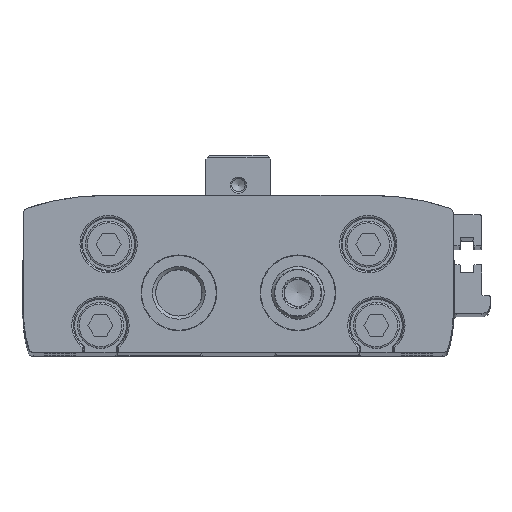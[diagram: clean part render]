
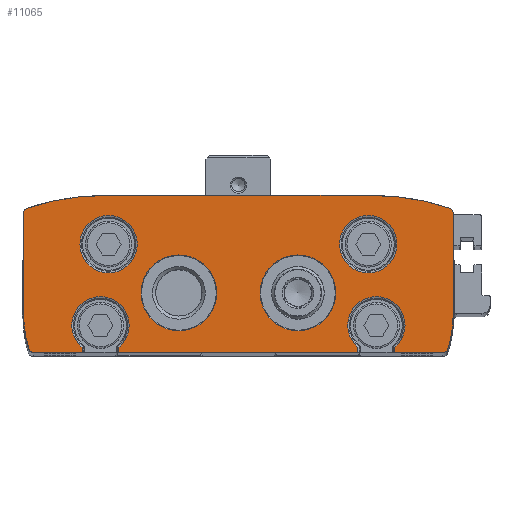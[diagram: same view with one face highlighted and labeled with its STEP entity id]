
A CAD part, top view. The second image highlights one B-rep face of the part: STEP entity #11065.
In plain terms, the highlighted planar face has unit normal (0, 0, 1).
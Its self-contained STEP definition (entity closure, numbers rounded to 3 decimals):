
#546=CIRCLE('',#12055,5.3);
#547=CIRCLE('',#12056,5.3);
#548=CIRCLE('',#12057,1.);
#549=CIRCLE('',#12058,21.);
#550=CIRCLE('',#12059,1.);
#551=CIRCLE('',#12060,45.);
#552=CIRCLE('',#12061,45.);
#553=CIRCLE('',#12062,1.);
#554=CIRCLE('',#12063,21.);
#555=CIRCLE('',#12064,1.);
#556=CIRCLE('',#12065,5.3);
#557=CIRCLE('',#12066,5.3);
#558=CIRCLE('',#12067,7.);
#559=CIRCLE('',#12068,7.);
#1272=ORIENTED_EDGE('',*,*,#4353,.F.);
#1273=ORIENTED_EDGE('',*,*,#4342,.T.);
#1274=ORIENTED_EDGE('',*,*,#4210,.T.);
#1275=ORIENTED_EDGE('',*,*,#4344,.F.);
#1276=ORIENTED_EDGE('',*,*,#4354,.F.);
#1277=ORIENTED_EDGE('',*,*,#4352,.T.);
#1278=ORIENTED_EDGE('',*,*,#4202,.T.);
#1279=ORIENTED_EDGE('',*,*,#4355,.T.);
#1280=ORIENTED_EDGE('',*,*,#4356,.T.);
#1281=ORIENTED_EDGE('',*,*,#4357,.T.);
#1282=ORIENTED_EDGE('',*,*,#4358,.T.);
#1283=ORIENTED_EDGE('',*,*,#4359,.T.);
#1284=ORIENTED_EDGE('',*,*,#4360,.T.);
#1285=ORIENTED_EDGE('',*,*,#4361,.T.);
#1286=ORIENTED_EDGE('',*,*,#4362,.T.);
#1287=ORIENTED_EDGE('',*,*,#4363,.T.);
#1288=ORIENTED_EDGE('',*,*,#4364,.T.);
#1289=ORIENTED_EDGE('',*,*,#4365,.T.);
#1290=ORIENTED_EDGE('',*,*,#4198,.T.);
#1291=ORIENTED_EDGE('',*,*,#4334,.F.);
#1292=ORIENTED_EDGE('',*,*,#4366,.F.);
#1293=ORIENTED_EDGE('',*,*,#4367,.F.);
#1294=ORIENTED_EDGE('',*,*,#4368,.F.);
#1295=ORIENTED_EDGE('',*,*,#4369,.F.);
#4198=EDGE_CURVE('',#5755,#5754,#6855,.T.);
#4202=EDGE_CURVE('',#5759,#5758,#6859,.T.);
#4210=EDGE_CURVE('',#5767,#5766,#6863,.T.);
#4334=EDGE_CURVE('',#5878,#5754,#6933,.T.);
#4342=EDGE_CURVE('',#5883,#5767,#6940,.T.);
#4344=EDGE_CURVE('',#5884,#5766,#6941,.T.);
#4352=EDGE_CURVE('',#5889,#5759,#6948,.T.);
#4353=EDGE_CURVE('',#5883,#5878,#546,.T.);
#4354=EDGE_CURVE('',#5889,#5884,#547,.T.);
#4355=EDGE_CURVE('',#5758,#5890,#548,.T.);
#4356=EDGE_CURVE('',#5890,#5891,#549,.T.);
#4357=EDGE_CURVE('',#5891,#5892,#6949,.T.);
#4358=EDGE_CURVE('',#5892,#5893,#550,.T.);
#4359=EDGE_CURVE('',#5893,#5894,#551,.T.);
#4360=EDGE_CURVE('',#5894,#5895,#6950,.T.);
#4361=EDGE_CURVE('',#5895,#5896,#552,.T.);
#4362=EDGE_CURVE('',#5896,#5897,#553,.T.);
#4363=EDGE_CURVE('',#5897,#5898,#6951,.T.);
#4364=EDGE_CURVE('',#5898,#5899,#554,.T.);
#4365=EDGE_CURVE('',#5899,#5755,#555,.T.);
#4366=EDGE_CURVE('',#5900,#5900,#556,.T.);
#4367=EDGE_CURVE('',#5901,#5901,#557,.T.);
#4368=EDGE_CURVE('',#5902,#5902,#558,.T.);
#4369=EDGE_CURVE('',#5903,#5903,#559,.T.);
#5754=VERTEX_POINT('',#16899);
#5755=VERTEX_POINT('',#16901);
#5758=VERTEX_POINT('',#16907);
#5759=VERTEX_POINT('',#16909);
#5766=VERTEX_POINT('',#16923);
#5767=VERTEX_POINT('',#16925);
#5878=VERTEX_POINT('',#17189);
#5883=VERTEX_POINT('',#17208);
#5884=VERTEX_POINT('',#17215);
#5889=VERTEX_POINT('',#17234);
#5890=VERTEX_POINT('',#17240);
#5891=VERTEX_POINT('',#17242);
#5892=VERTEX_POINT('',#17244);
#5893=VERTEX_POINT('',#17246);
#5894=VERTEX_POINT('',#17248);
#5895=VERTEX_POINT('',#17250);
#5896=VERTEX_POINT('',#17252);
#5897=VERTEX_POINT('',#17254);
#5898=VERTEX_POINT('',#17256);
#5899=VERTEX_POINT('',#17258);
#5900=VERTEX_POINT('',#17261);
#5901=VERTEX_POINT('',#17263);
#5902=VERTEX_POINT('',#17265);
#5903=VERTEX_POINT('',#17267);
#6855=LINE('',#16900,#7773);
#6859=LINE('',#16908,#7777);
#6863=LINE('',#16924,#7781);
#6933=LINE('',#17191,#7851);
#6940=LINE('',#17209,#7858);
#6941=LINE('',#17217,#7859);
#6948=LINE('',#17235,#7866);
#6949=LINE('',#17243,#7867);
#6950=LINE('',#17249,#7868);
#6951=LINE('',#17255,#7869);
#7773=VECTOR('',#13320,1000.);
#7777=VECTOR('',#13324,1000.);
#7781=VECTOR('',#13336,1000.);
#7851=VECTOR('',#13534,1000.);
#7858=VECTOR('',#13547,1000.);
#7859=VECTOR('',#13550,1000.);
#7866=VECTOR('',#13563,1000.);
#7867=VECTOR('',#13574,1000.);
#7868=VECTOR('',#13579,1000.);
#7869=VECTOR('',#13584,1000.);
#8729=EDGE_LOOP('',(#1272,#1273,#1274,#1275,#1276,#1277,#1278,#1279,#1280,
#1281,#1282,#1283,#1284,#1285,#1286,#1287,#1288,#1289,#1290,#1291));
#8730=EDGE_LOOP('',(#1292));
#8731=EDGE_LOOP('',(#1293));
#8732=EDGE_LOOP('',(#1294));
#8733=EDGE_LOOP('',(#1295));
#9731=FACE_BOUND('',#8729,.T.);
#9732=FACE_BOUND('',#8730,.T.);
#9733=FACE_BOUND('',#8731,.T.);
#9734=FACE_BOUND('',#8732,.T.);
#9735=FACE_BOUND('',#8733,.T.);
#10707=PLANE('',#12054);
#11065=ADVANCED_FACE('',(#9731,#9732,#9733,#9734,#9735),#10707,.T.);
#12054=AXIS2_PLACEMENT_3D('',#17236,#13564,#13565);
#12055=AXIS2_PLACEMENT_3D('',#17237,#13566,#13567);
#12056=AXIS2_PLACEMENT_3D('',#17238,#13568,#13569);
#12057=AXIS2_PLACEMENT_3D('',#17239,#13570,#13571);
#12058=AXIS2_PLACEMENT_3D('',#17241,#13572,#13573);
#12059=AXIS2_PLACEMENT_3D('',#17245,#13575,#13576);
#12060=AXIS2_PLACEMENT_3D('',#17247,#13577,#13578);
#12061=AXIS2_PLACEMENT_3D('',#17251,#13580,#13581);
#12062=AXIS2_PLACEMENT_3D('',#17253,#13582,#13583);
#12063=AXIS2_PLACEMENT_3D('',#17257,#13585,#13586);
#12064=AXIS2_PLACEMENT_3D('',#17259,#13587,#13588);
#12065=AXIS2_PLACEMENT_3D('',#17260,#13589,#13590);
#12066=AXIS2_PLACEMENT_3D('',#17262,#13591,#13592);
#12067=AXIS2_PLACEMENT_3D('',#17264,#13593,#13594);
#12068=AXIS2_PLACEMENT_3D('',#17266,#13595,#13596);
#13320=DIRECTION('',(1.,0.,0.));
#13324=DIRECTION('',(1.,0.,0.));
#13336=DIRECTION('',(1.,0.,0.));
#13534=DIRECTION('',(0.,-1.,0.));
#13547=DIRECTION('',(0.,-1.,0.));
#13550=DIRECTION('',(0.,-1.,0.));
#13563=DIRECTION('',(0.,-1.,0.));
#13564=DIRECTION('',(0.,0.,1.));
#13565=DIRECTION('',(1.,0.,0.));
#13566=DIRECTION('',(0.,0.,1.));
#13567=DIRECTION('',(1.,0.,0.));
#13568=DIRECTION('',(0.,0.,1.));
#13569=DIRECTION('',(1.,0.,0.));
#13570=DIRECTION('',(0.,0.,1.));
#13571=DIRECTION('',(1.,0.,0.));
#13572=DIRECTION('',(0.,0.,1.));
#13573=DIRECTION('',(1.,0.,0.));
#13574=DIRECTION('',(0.,1.,0.));
#13575=DIRECTION('',(0.,0.,1.));
#13576=DIRECTION('',(1.,0.,0.));
#13577=DIRECTION('',(0.,0.,1.));
#13578=DIRECTION('',(1.,0.,0.));
#13579=DIRECTION('',(-1.,0.,0.));
#13580=DIRECTION('',(0.,0.,1.));
#13581=DIRECTION('',(1.,0.,0.));
#13582=DIRECTION('',(0.,0.,1.));
#13583=DIRECTION('',(1.,0.,0.));
#13584=DIRECTION('',(0.,-1.,0.));
#13585=DIRECTION('',(0.,0.,1.));
#13586=DIRECTION('',(1.,0.,0.));
#13587=DIRECTION('',(0.,0.,1.));
#13588=DIRECTION('',(1.,0.,0.));
#13589=DIRECTION('',(0.,0.,1.));
#13590=DIRECTION('',(1.,0.,0.));
#13591=DIRECTION('',(0.,0.,1.));
#13592=DIRECTION('',(1.,0.,0.));
#13593=DIRECTION('',(0.,0.,1.));
#13594=DIRECTION('',(1.,0.,0.));
#13595=DIRECTION('',(0.,0.,1.));
#13596=DIRECTION('',(1.,0.,0.));
#16899=CARTESIAN_POINT('',(-28.9,0.,225.));
#16900=CARTESIAN_POINT('',(-37.779,0.,225.));
#16901=CARTESIAN_POINT('',(-37.779,0.,225.));
#16907=CARTESIAN_POINT('',(37.779,0.,225.));
#16908=CARTESIAN_POINT('',(-37.779,0.,225.));
#16909=CARTESIAN_POINT('',(28.9,0.,225.));
#16923=CARTESIAN_POINT('',(22.1,0.,225.));
#16924=CARTESIAN_POINT('',(-37.779,0.,225.));
#16925=CARTESIAN_POINT('',(-22.1,0.,225.));
#17189=CARTESIAN_POINT('',(-28.9,0.934,225.));
#17191=CARTESIAN_POINT('',(-28.9,5.,225.));
#17208=CARTESIAN_POINT('',(-22.1,0.934,225.));
#17209=CARTESIAN_POINT('',(-22.1,5.,225.));
#17215=CARTESIAN_POINT('',(22.1,0.934,225.));
#17217=CARTESIAN_POINT('',(22.1,5.,225.));
#17234=CARTESIAN_POINT('',(28.9,0.934,225.));
#17235=CARTESIAN_POINT('',(28.9,5.,225.));
#17236=CARTESIAN_POINT('',(-18.7,7.,225.));
#17237=CARTESIAN_POINT('',(-25.5,5.,225.));
#17238=CARTESIAN_POINT('',(25.5,5.,225.));
#17239=CARTESIAN_POINT('',(37.779,1.,225.));
#17240=CARTESIAN_POINT('',(38.733,0.7,225.));
#17241=CARTESIAN_POINT('',(18.7,7.,225.));
#17242=CARTESIAN_POINT('',(39.7,7.,225.));
#17243=CARTESIAN_POINT('',(39.7,7.,225.));
#17244=CARTESIAN_POINT('',(39.7,25.713,225.));
#17245=CARTESIAN_POINT('',(38.7,25.713,225.));
#17246=CARTESIAN_POINT('',(39.018,26.661,225.));
#17247=CARTESIAN_POINT('',(24.7,-16.,225.));
#17248=CARTESIAN_POINT('',(24.7,29.,225.));
#17249=CARTESIAN_POINT('',(24.7,29.,225.));
#17250=CARTESIAN_POINT('',(-24.7,29.,225.));
#17251=CARTESIAN_POINT('',(-24.7,-16.,225.));
#17252=CARTESIAN_POINT('',(-39.018,26.661,225.));
#17253=CARTESIAN_POINT('',(-38.7,25.713,225.));
#17254=CARTESIAN_POINT('',(-39.7,25.713,225.));
#17255=CARTESIAN_POINT('',(-39.7,25.713,225.));
#17256=CARTESIAN_POINT('',(-39.7,7.,225.));
#17257=CARTESIAN_POINT('',(-18.7,7.,225.));
#17258=CARTESIAN_POINT('',(-38.733,0.7,225.));
#17259=CARTESIAN_POINT('',(-37.779,1.,225.));
#17260=CARTESIAN_POINT('',(-24.,20.,225.));
#17261=CARTESIAN_POINT('',(-18.7,20.,225.));
#17262=CARTESIAN_POINT('',(24.,20.,225.));
#17263=CARTESIAN_POINT('',(29.3,20.,225.));
#17264=CARTESIAN_POINT('',(-11.,11.,225.));
#17265=CARTESIAN_POINT('',(-4.,11.,225.));
#17266=CARTESIAN_POINT('',(11.,11.,225.));
#17267=CARTESIAN_POINT('',(18.,11.,225.));
